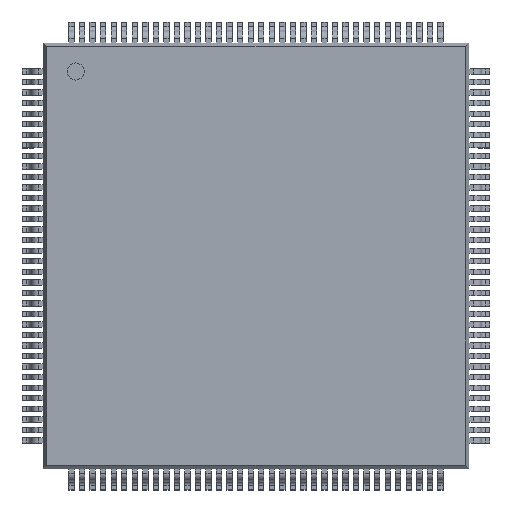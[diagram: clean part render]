
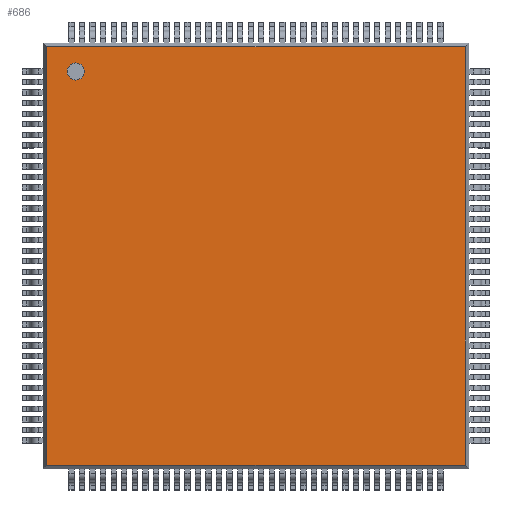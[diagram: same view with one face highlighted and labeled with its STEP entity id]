
A CAD part, top view. The second image highlights one B-rep face of the part: STEP entity #686.
In plain terms, the highlighted planar face has unit normal (0, 0, 1).
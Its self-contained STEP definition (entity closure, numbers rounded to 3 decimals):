
#686 = ADVANCED_FACE('',(#687),#721,.T.);
#687 = FACE_BOUND('',#688,.T.);
#688 = EDGE_LOOP('',(#689,#699,#707,#715));
#689 = ORIENTED_EDGE('',*,*,#690,.F.);
#690 = EDGE_CURVE('',#691,#693,#695,.T.);
#691 = VERTEX_POINT('',#692);
#692 = CARTESIAN_POINT('',(9.919,-9.919,1.194));
#693 = VERTEX_POINT('',#694);
#694 = CARTESIAN_POINT('',(-9.919,-9.919,1.194));
#695 = LINE('',#696,#697);
#696 = CARTESIAN_POINT('',(9.919,-9.919,1.194));
#697 = VECTOR('',#698,1.);
#698 = DIRECTION('',(-1.,0.,0.));
#699 = ORIENTED_EDGE('',*,*,#700,.F.);
#700 = EDGE_CURVE('',#701,#691,#703,.T.);
#701 = VERTEX_POINT('',#702);
#702 = CARTESIAN_POINT('',(9.919,9.919,1.194));
#703 = LINE('',#704,#705);
#704 = CARTESIAN_POINT('',(9.919,9.919,1.194));
#705 = VECTOR('',#706,1.);
#706 = DIRECTION('',(0.,-1.,0.));
#707 = ORIENTED_EDGE('',*,*,#708,.F.);
#708 = EDGE_CURVE('',#709,#701,#711,.T.);
#709 = VERTEX_POINT('',#710);
#710 = CARTESIAN_POINT('',(-9.919,9.919,1.194));
#711 = LINE('',#712,#713);
#712 = CARTESIAN_POINT('',(-9.919,9.919,1.194));
#713 = VECTOR('',#714,1.);
#714 = DIRECTION('',(1.,0.,0.));
#715 = ORIENTED_EDGE('',*,*,#716,.F.);
#716 = EDGE_CURVE('',#693,#709,#717,.T.);
#717 = LINE('',#718,#719);
#718 = CARTESIAN_POINT('',(-9.919,-9.919,1.194));
#719 = VECTOR('',#720,1.);
#720 = DIRECTION('',(0.,1.,0.));
#721 = PLANE('',#722);
#722 = AXIS2_PLACEMENT_3D('',#723,#724,#725);
#723 = CARTESIAN_POINT('',(-9.919,-9.919,1.194));
#724 = DIRECTION('',(0.,0.,1.));
#725 = DIRECTION('',(0.,1.,0.));
